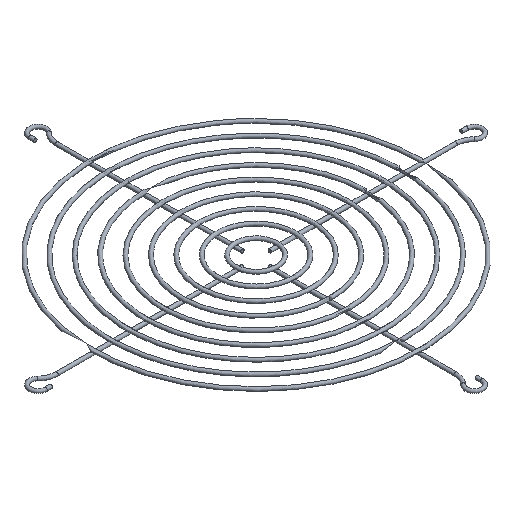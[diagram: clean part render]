
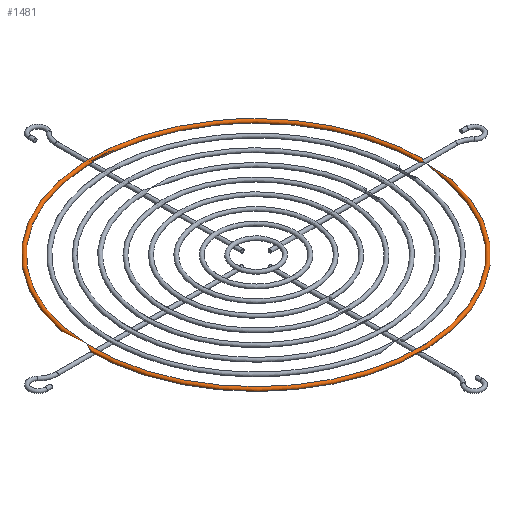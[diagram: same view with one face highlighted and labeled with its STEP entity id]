
A CAD part, isometric view. The second image highlights one B-rep face of the part: STEP entity #1481.
In plain terms, the highlighted toroidal (fillet/blend) face has major radius 96 mm and minor radius 1 mm.
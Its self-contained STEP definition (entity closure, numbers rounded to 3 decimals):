
#4 = CARTESIAN_POINT ( 'NONE',  ( 95.694, 0.105, 0.998 ) ) ;
#59 = CARTESIAN_POINT ( 'NONE',  ( -95.917, 0.312, 0.95 ) ) ;
#68 = CARTESIAN_POINT ( 'NONE',  ( -95.835, -0.28, 0.962 ) ) ;
#75 = FACE_BOUND ( 'NONE', #966, .T. ) ;
#76 = CARTESIAN_POINT ( 'NONE',  ( 0.147, -95.711, 0.991 ) ) ;
#83 = CARTESIAN_POINT ( 'NONE',  ( -0.306, -96.102, 0.952 ) ) ;
#89 = CARTESIAN_POINT ( 'NONE',  ( -0.041, 95.68, 1.002 ) ) ;
#101 = CARTESIAN_POINT ( 'NONE',  ( 0.299, 96.123, 0.954 ) ) ;
#120 = CARTESIAN_POINT ( 'NONE',  ( -96.222, -0.222, 0.975 ) ) ;
#147 = CARTESIAN_POINT ( 'NONE',  ( 95.683, -0.059, 1.002 ) ) ;
#153 = CARTESIAN_POINT ( 'NONE',  ( 96.143, -0.291, 0.958 ) ) ;
#186 = CARTESIAN_POINT ( 'NONE',  ( -95.918, -0.312, 0.95 ) ) ;
#190 = CARTESIAN_POINT ( 'NONE',  ( 0.317, -96.062, 0.949 ) ) ;
#200 = CARTESIAN_POINT ( 'NONE',  ( -96.312, 0.082, 1. ) ) ;
#212 = CARTESIAN_POINT ( 'NONE',  ( -0.062, -96.317, 1.001 ) ) ;
#221 = CARTESIAN_POINT ( 'NONE',  ( 0.257, 96.199, 0.969 ) ) ;
#243 = CARTESIAN_POINT ( 'NONE',  ( -0.258, 95.801, 0.969 ) ) ;
#268 = CARTESIAN_POINT ( 'NONE',  ( 95.94, 0.317, 0.948 ) ) ;
#314 = B_SPLINE_CURVE_WITH_KNOTS ( 'NONE', 3,
 ( #532, #1377, #1029, #200, #637, #318, #1014, #59, #1142, #892, #1498, #1382, #653, #68, #186, #1503, #315, #1393 ),
 .UNSPECIFIED., .T., .F.,
 ( 4, 2, 2, 2, 2, 2, 2, 2, 4 ),
 ( 0., 0., 0., 0.001, 0.001, 0.001, 0.001, 0.002, 0.002 ),
 .UNSPECIFIED. ) ;
#315 = CARTESIAN_POINT ( 'NONE',  ( -96.164, -0.28, 0.962 ) ) ;
#318 = CARTESIAN_POINT ( 'NONE',  ( -96.165, 0.28, 0.962 ) ) ;
#322 = DIRECTION ( 'NONE',  ( -1., 0., 0. ) ) ;
#346 = CARTESIAN_POINT ( 'NONE',  ( 0.128, 96.298, 0.994 ) ) ;
#384 = CARTESIAN_POINT ( 'NONE',  ( 96.106, 0.305, 0.952 ) ) ;
#446 = VERTEX_POINT ( 'NONE', #120 ) ;
#451 = CARTESIAN_POINT ( 'NONE',  ( -0.127, 95.701, 0.994 ) ) ;
#474 = CARTESIAN_POINT ( 'NONE',  ( -0.32, 96.041, 0.948 ) ) ;
#494 = CARTESIAN_POINT ( 'NONE',  ( 96.059, -0.317, 0.948 ) ) ;
#499 = CARTESIAN_POINT ( 'NONE',  ( 95.856, 0.291, 0.958 ) ) ;
#501 = CARTESIAN_POINT ( 'NONE',  ( 95.895, -0.306, 0.952 ) ) ;
#532 = CARTESIAN_POINT ( 'NONE',  ( -96.222, -0.222, 0.975 ) ) ;
#535 = DIRECTION ( 'NONE',  ( 0., 0., -1. ) ) ;
#544 = EDGE_CURVE ( 'NONE', #446, #446, #314, .T. ) ;
#557 = FACE_BOUND ( 'NONE', #577, .T. ) ;
#577 = EDGE_LOOP ( 'NONE', ( #1005 ) ) ;
#597 = CARTESIAN_POINT ( 'NONE',  ( 96.267, -0.185, 0.984 ) ) ;
#601 = CARTESIAN_POINT ( 'NONE',  ( 95.762, -0.205, 0.979 ) ) ;
#637 = CARTESIAN_POINT ( 'NONE',  ( -96.28, 0.165, 0.988 ) ) ;
#653 = CARTESIAN_POINT ( 'NONE',  ( -95.72, -0.165, 0.988 ) ) ;
#656 = CARTESIAN_POINT ( 'NONE',  ( 0.182, -96.269, 0.985 ) ) ;
#668 = EDGE_CURVE ( 'NONE', #739, #739, #1424, .T. ) ;
#674 = CARTESIAN_POINT ( 'NONE',  ( -0.146, -96.29, 0.991 ) ) ;
#691 = CARTESIAN_POINT ( 'NONE',  ( -0.182, -95.731, 0.985 ) ) ;
#692 = CARTESIAN_POINT ( 'NONE',  ( -0.3, 95.878, 0.954 ) ) ;
#695 = CARTESIAN_POINT ( 'NONE',  ( -0.199, 96.257, 0.981 ) ) ;
#714 = CARTESIAN_POINT ( 'NONE',  ( 95.816, -0.268, 0.966 ) ) ;
#732 = CARTESIAN_POINT ( 'NONE',  ( 96.185, 0.267, 0.966 ) ) ;
#739 = VERTEX_POINT ( 'NONE', #1318 ) ;
#756 = TOROIDAL_SURFACE ( 'NONE', #1423, 96., 1. ) ;
#790 = CARTESIAN_POINT ( 'NONE',  ( -0.269, -96.181, 0.965 ) ) ;
#822 = CARTESIAN_POINT ( 'NONE',  ( -0.192, 95.751, 0.981 ) ) ;
#883 = B_SPLINE_CURVE_WITH_KNOTS ( 'NONE', 3,
 ( #601, #970, #147, #4, #1202, #499, #268, #384, #732, #1463, #1077, #1455, #597, #153, #494, #501, #714, #1095 ),
 .UNSPECIFIED., .T., .F.,
 ( 4, 2, 2, 2, 2, 2, 2, 2, 4 ),
 ( 0., 0., 0., 0.001, 0.001, 0.001, 0.001, 0.002, 0.002 ),
 .UNSPECIFIED. ) ;
#892 = CARTESIAN_POINT ( 'NONE',  ( -95.72, 0.165, 0.988 ) ) ;
#901 = CARTESIAN_POINT ( 'NONE',  ( -0.208, -96.236, 0.978 ) ) ;
#907 = CARTESIAN_POINT ( 'NONE',  ( -0.317, -95.938, 0.949 ) ) ;
#912 = EDGE_LOOP ( 'NONE', ( #1491 ) ) ;
#966 = EDGE_LOOP ( 'NONE', ( #1398 ) ) ;
#970 = CARTESIAN_POINT ( 'NONE',  ( 95.709, -0.143, 0.992 ) ) ;
#982 = VERTEX_POINT ( 'NONE', #1334 ) ;
#1005 = ORIENTED_EDGE ( 'NONE', *, *, #1126, .F. ) ;
#1014 = CARTESIAN_POINT ( 'NONE',  ( -96.083, 0.312, 0.95 ) ) ;
#1029 = CARTESIAN_POINT ( 'NONE',  ( -96.312, -0.082, 1. ) ) ;
#1030 = CARTESIAN_POINT ( 'NONE',  ( 0., 0., 1.95 ) ) ;
#1034 = CARTESIAN_POINT ( 'NONE',  ( 0.102, -96.307, 0.998 ) ) ;
#1038 = EDGE_CURVE ( 'NONE', #1567, #1567, #883, .T. ) ;
#1051 = CARTESIAN_POINT ( 'NONE',  ( 0.199, 95.743, 0.981 ) ) ;
#1071 = CARTESIAN_POINT ( 'NONE',  ( -0.122, 96.3, 0.996 ) ) ;
#1077 = CARTESIAN_POINT ( 'NONE',  ( 96.317, 0.059, 1.002 ) ) ;
#1087 = ORIENTED_EDGE ( 'NONE', *, *, #668, .T. ) ;
#1095 = CARTESIAN_POINT ( 'NONE',  ( 95.762, -0.205, 0.979 ) ) ;
#1118 = FACE_BOUND ( 'NONE', #1378, .T. ) ;
#1126 = EDGE_CURVE ( 'NONE', #982, #982, #1145, .T. ) ;
#1139 = CARTESIAN_POINT ( 'NONE',  ( 0.289, -96.146, 0.959 ) ) ;
#1142 = CARTESIAN_POINT ( 'NONE',  ( -95.835, 0.28, 0.962 ) ) ;
#1145 = B_SPLINE_CURVE_WITH_KNOTS ( 'NONE', 3,
 ( #1402, #790, #83, #907, #1536, #691, #1391, #1528, #76, #1508, #1151, #190, #1139, #656, #1034, #212, #674, #901 ),
 .UNSPECIFIED., .T., .F.,
 ( 4, 2, 2, 2, 2, 2, 2, 2, 4 ),
 ( 0., 0., 0., 0.001, 0.001, 0.001, 0.001, 0.002, 0.002 ),
 .UNSPECIFIED. ) ;
#1151 = CARTESIAN_POINT ( 'NONE',  ( 0.307, -95.897, 0.952 ) ) ;
#1156 = CARTESIAN_POINT ( 'NONE',  ( -0.192, 95.751, 0.981 ) ) ;
#1162 = CARTESIAN_POINT ( 'NONE',  ( 0.122, 95.7, 0.996 ) ) ;
#1184 = CARTESIAN_POINT ( 'NONE',  ( 95.762, -0.205, 0.979 ) ) ;
#1202 = CARTESIAN_POINT ( 'NONE',  ( 95.733, 0.185, 0.984 ) ) ;
#1289 = CARTESIAN_POINT ( 'NONE',  ( 0.298, 95.872, 0.956 ) ) ;
#1291 = CARTESIAN_POINT ( 'NONE',  ( 0.32, 95.958, 0.947 ) ) ;
#1315 = CARTESIAN_POINT ( 'NONE',  ( 0.042, 96.32, 1.002 ) ) ;
#1318 = CARTESIAN_POINT ( 'NONE',  ( -0.192, 95.751, 0.981 ) ) ;
#1334 = CARTESIAN_POINT ( 'NONE',  ( -0.208, -96.236, 0.978 ) ) ;
#1377 = CARTESIAN_POINT ( 'NONE',  ( -96.28, -0.164, 0.988 ) ) ;
#1378 = EDGE_LOOP ( 'NONE', ( #1087 ) ) ;
#1382 = CARTESIAN_POINT ( 'NONE',  ( -95.688, -0.083, 1. ) ) ;
#1391 = CARTESIAN_POINT ( 'NONE',  ( -0.103, -95.693, 0.998 ) ) ;
#1393 = CARTESIAN_POINT ( 'NONE',  ( -96.222, -0.222, 0.975 ) ) ;
#1398 = ORIENTED_EDGE ( 'NONE', *, *, #1038, .F. ) ;
#1402 = CARTESIAN_POINT ( 'NONE',  ( -0.208, -96.236, 0.978 ) ) ;
#1423 = AXIS2_PLACEMENT_3D ( 'NONE', #1030, #535, #322 ) ;
#1424 = B_SPLINE_CURVE_WITH_KNOTS ( 'NONE', 3,
 ( #1156, #451, #89, #1162, #1051, #1289, #1291, #101, #221, #346, #1315, #1071, #695, #1426, #474, #692, #243, #822 ),
 .UNSPECIFIED., .T., .F.,
 ( 4, 2, 2, 2, 2, 2, 2, 2, 4 ),
 ( 0., 0., 0., 0.001, 0.001, 0.001, 0.001, 0.002, 0.002 ),
 .UNSPECIFIED. ) ;
#1426 = CARTESIAN_POINT ( 'NONE',  ( -0.298, 96.127, 0.956 ) ) ;
#1445 = FACE_BOUND ( 'NONE', #912, .T. ) ;
#1455 = CARTESIAN_POINT ( 'NONE',  ( 96.306, -0.105, 0.998 ) ) ;
#1463 = CARTESIAN_POINT ( 'NONE',  ( 96.29, 0.144, 0.992 ) ) ;
#1481 = ADVANCED_FACE ( 'NONE', ( #75, #557, #1445, #1118 ), #756, .T. ) ;
#1491 = ORIENTED_EDGE ( 'NONE', *, *, #544, .F. ) ;
#1498 = CARTESIAN_POINT ( 'NONE',  ( -95.688, 0.083, 1. ) ) ;
#1503 = CARTESIAN_POINT ( 'NONE',  ( -96.082, -0.312, 0.95 ) ) ;
#1508 = CARTESIAN_POINT ( 'NONE',  ( 0.269, -95.817, 0.965 ) ) ;
#1528 = CARTESIAN_POINT ( 'NONE',  ( 0.063, -95.683, 1.001 ) ) ;
#1536 = CARTESIAN_POINT ( 'NONE',  ( -0.29, -95.853, 0.959 ) ) ;
#1567 = VERTEX_POINT ( 'NONE', #1184 ) ;
